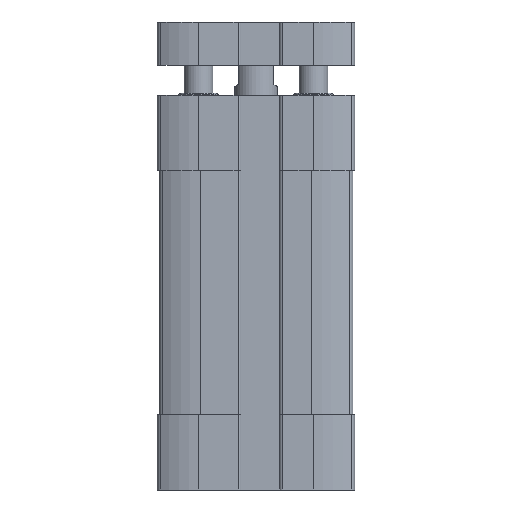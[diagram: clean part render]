
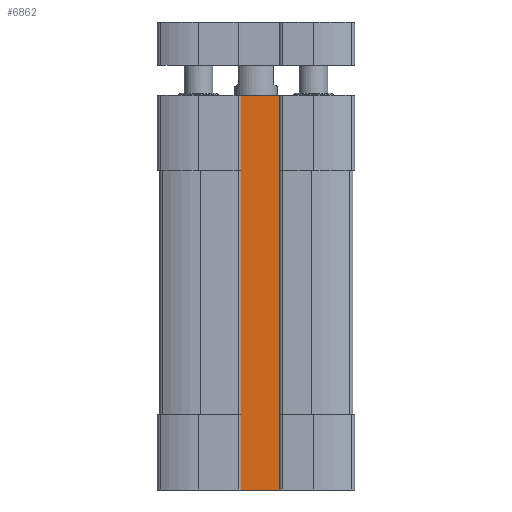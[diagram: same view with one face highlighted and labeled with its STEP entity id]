
A CAD part, left-side view. The second image highlights one B-rep face of the part: STEP entity #6862.
In plain terms, the highlighted face is planar.
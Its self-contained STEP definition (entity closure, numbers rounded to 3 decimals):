
#58=PLANE('',#7378);
#394=LINE('',#10640,#968);
#395=LINE('',#10642,#969);
#396=LINE('',#10644,#970);
#397=LINE('',#10646,#971);
#968=VECTOR('',#8358,1000.);
#969=VECTOR('',#8361,1000.);
#970=VECTOR('',#8362,1000.);
#971=VECTOR('',#8363,1000.);
#1961=ORIENTED_EDGE('',*,*,#3891,.F.);
#1962=ORIENTED_EDGE('',*,*,#3890,.F.);
#1963=ORIENTED_EDGE('',*,*,#3892,.T.);
#1964=ORIENTED_EDGE('',*,*,#3893,.T.);
#3890=EDGE_CURVE('',#4828,#4827,#394,.T.);
#3891=EDGE_CURVE('',#4827,#4829,#395,.T.);
#3892=EDGE_CURVE('',#4828,#4830,#396,.T.);
#3893=EDGE_CURVE('',#4830,#4829,#397,.T.);
#4827=VERTEX_POINT('',#10637);
#4828=VERTEX_POINT('',#10639);
#4829=VERTEX_POINT('',#10643);
#4830=VERTEX_POINT('',#10645);
#5729=EDGE_LOOP('',(#1961,#1962,#1963,#1964));
#6285=FACE_BOUND('',#5729,.T.);
#6862=ADVANCED_FACE('',(#6285),#58,.T.);
#7378=AXIS2_PLACEMENT_3D('',#10641,#8359,#8360);
#8358=DIRECTION('',(0.,0.,1.));
#8359=DIRECTION('',(0.,1.,0.));
#8360=DIRECTION('',(0.,0.,1.));
#8361=DIRECTION('',(-1.,0.,0.));
#8362=DIRECTION('',(-1.,0.,0.));
#8363=DIRECTION('',(0.,0.,1.));
#10637=CARTESIAN_POINT('',(2.4,8.3,0.));
#10639=CARTESIAN_POINT('',(2.4,8.3,-55.));
#10640=CARTESIAN_POINT('',(2.4,8.3,-55.));
#10641=CARTESIAN_POINT('',(2.4,8.3,-55.));
#10642=CARTESIAN_POINT('',(2.4,8.3,0.));
#10643=CARTESIAN_POINT('',(-3.6,8.3,0.));
#10644=CARTESIAN_POINT('',(2.4,8.3,-55.));
#10645=CARTESIAN_POINT('',(-3.6,8.3,-55.));
#10646=CARTESIAN_POINT('',(-3.6,8.3,-55.));
